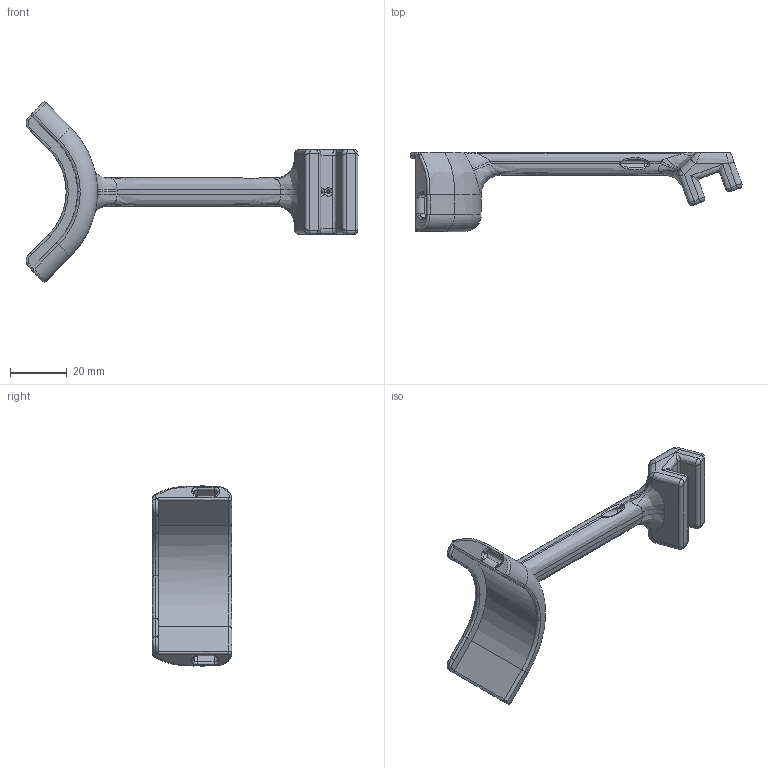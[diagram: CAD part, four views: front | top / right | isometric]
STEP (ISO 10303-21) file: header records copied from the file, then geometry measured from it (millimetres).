
FILE_DESCRIPTION (( 'STEP AP214' ), '1' );
FILE_NAME ('chain_lube_adapter_8mm.STEP', '2024-01-05T19:50:24', ( '' ), ( '' ), 'SwSTEP 2.0', 'SolidWorks 2022', '' );
FILE_SCHEMA (( 'AUTOMOTIVE_DESIGN' ));
Length unit declared in the file: millimetre
Products named in the file (1): chain_lube_adapter_8mm
Bounding box: 117.28 x 28 x 63.59 mm (x, y, z)
Volume: 23555.3 mm3; surface area: 11673.9 mm2
Topology: 1 solids, 1 shells, 294 faces, 710 edges, 397 vertices
Faces by surface type: bspline 153, plane 73, cylinder 47, torus 21
Entity records: 22344 total; most frequent: CARTESIAN_POINT 16931, ORIENTED_EDGE 1380, EDGE_CURVE 690, DIRECTION 658, B_SPLINE_CURVE_WITH_KNOTS 401, VERTEX_POINT 397, EDGE_LOOP 299, ADVANCED_FACE 294
